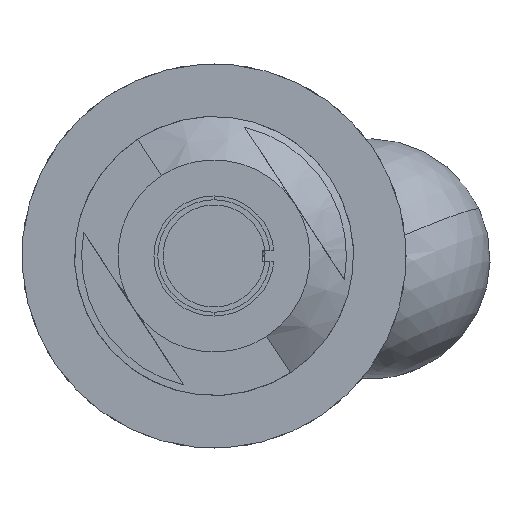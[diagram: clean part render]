
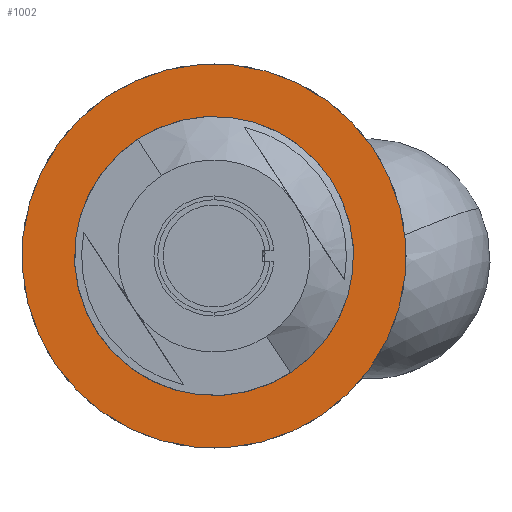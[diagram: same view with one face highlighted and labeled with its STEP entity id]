
A CAD part, left-side view. The second image highlights one B-rep face of the part: STEP entity #1002.
In plain terms, the highlighted planar face has unit normal (-1, 0, 0).
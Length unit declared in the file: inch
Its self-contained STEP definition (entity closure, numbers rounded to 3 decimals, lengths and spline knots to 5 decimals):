
#278 = EDGE_CURVE ( 'NONE', #5229, #6220, #12126, .T. ) ;
#704 = AXIS2_PLACEMENT_3D ( 'NONE', #3318, #1309, #10309 ) ;
#742 = CARTESIAN_POINT ( 'NONE',  ( -3.277, -0.43357, 0.89994 ) ) ;
#966 = DIRECTION ( 'NONE',  ( 0., -0.434, 0.901 ) ) ;
#1002 = ADVANCED_FACE ( 'NONE', ( #10716, #11645 ), #6696, .T. ) ;
#1114 = DIRECTION ( 'NONE',  ( -1., 0., 0. ) ) ;
#1309 = DIRECTION ( 'NONE',  ( -1., 0., 0. ) ) ;
#1410 = CARTESIAN_POINT ( 'NONE',  ( -3.277, 0.43357, -0.89994 ) ) ;
#2245 = EDGE_LOOP ( 'NONE', ( #3142, #5526 ) ) ;
#2295 = AXIS2_PLACEMENT_3D ( 'NONE', #8357, #5520, #12593 ) ;
#2536 = EDGE_LOOP ( 'NONE', ( #7821, #12685 ) ) ;
#2948 = EDGE_CURVE ( 'NONE', #5623, #5605, #5264, .T. ) ;
#3142 = ORIENTED_EDGE ( 'NONE', *, *, #6658, .F. ) ;
#3318 = CARTESIAN_POINT ( 'NONE',  ( -3.277, 0., 0. ) ) ;
#3893 = AXIS2_PLACEMENT_3D ( 'NONE', #12311, #10511, #12381 ) ;
#4047 = CIRCLE ( 'NONE', #7435, 0.99894 ) ;
#5229 = VERTEX_POINT ( 'NONE', #1410 ) ;
#5264 = CIRCLE ( 'NONE', #2295, 0.72589 ) ;
#5520 = DIRECTION ( 'NONE',  ( -1., 0., 0. ) ) ;
#5526 = ORIENTED_EDGE ( 'NONE', *, *, #2948, .F. ) ;
#5605 = VERTEX_POINT ( 'NONE', #7803 ) ;
#5623 = VERTEX_POINT ( 'NONE', #9721 ) ;
#6220 = VERTEX_POINT ( 'NONE', #742 ) ;
#6658 = EDGE_CURVE ( 'NONE', #5605, #5623, #9383, .T. ) ;
#6696 = PLANE ( 'NONE',  #8833 ) ;
#7435 = AXIS2_PLACEMENT_3D ( 'NONE', #10315, #1114, #966 ) ;
#7576 = DIRECTION ( 'NONE',  ( -1., 0., 0. ) ) ;
#7803 = CARTESIAN_POINT ( 'NONE',  ( -3.277, 0.31506, -0.65395 ) ) ;
#7821 = ORIENTED_EDGE ( 'NONE', *, *, #278, .T. ) ;
#8357 = CARTESIAN_POINT ( 'NONE',  ( -3.277, 0., 0. ) ) ;
#8833 = AXIS2_PLACEMENT_3D ( 'NONE', #11434, #7576, #10355 ) ;
#9273 = EDGE_CURVE ( 'NONE', #6220, #5229, #4047, .T. ) ;
#9383 = CIRCLE ( 'NONE', #3893, 0.72589 ) ;
#9721 = CARTESIAN_POINT ( 'NONE',  ( -3.277, -0.31506, 0.65395 ) ) ;
#10309 = DIRECTION ( 'NONE',  ( 0., -0.434, 0.901 ) ) ;
#10315 = CARTESIAN_POINT ( 'NONE',  ( -3.277, 0., 0. ) ) ;
#10355 = DIRECTION ( 'NONE',  ( 0., -0.434, 0.901 ) ) ;
#10511 = DIRECTION ( 'NONE',  ( -1., 0., 0. ) ) ;
#10716 = FACE_OUTER_BOUND ( 'NONE', #2536, .T. ) ;
#11434 = CARTESIAN_POINT ( 'NONE',  ( -3.277, 0., 0. ) ) ;
#11645 = FACE_BOUND ( 'NONE', #2245, .T. ) ;
#12126 = CIRCLE ( 'NONE', #704, 0.99894 ) ;
#12311 = CARTESIAN_POINT ( 'NONE',  ( -3.277, 0., 0. ) ) ;
#12381 = DIRECTION ( 'NONE',  ( 0., -0.434, 0.901 ) ) ;
#12593 = DIRECTION ( 'NONE',  ( 0., -0.434, 0.901 ) ) ;
#12685 = ORIENTED_EDGE ( 'NONE', *, *, #9273, .T. ) ;
